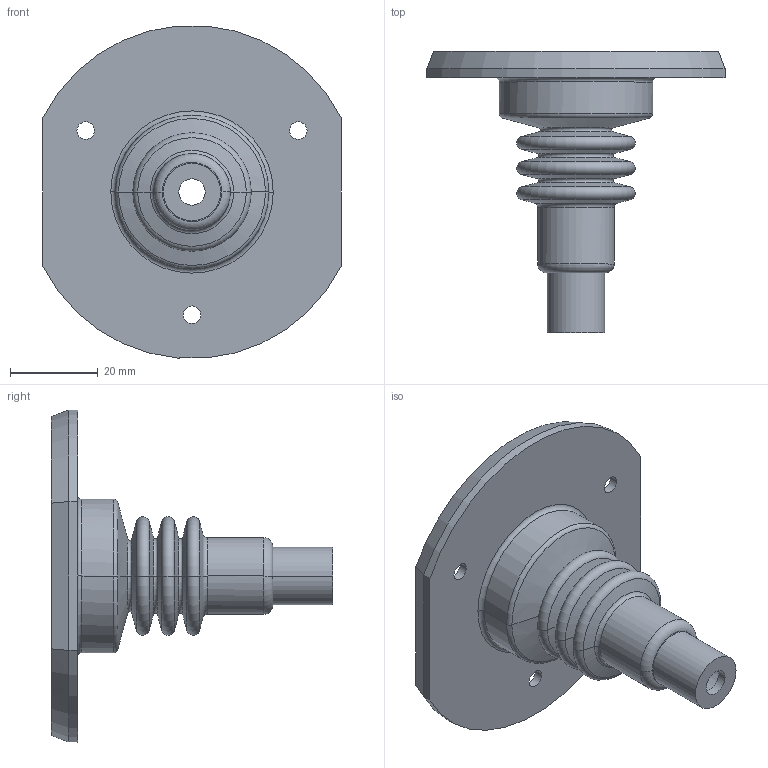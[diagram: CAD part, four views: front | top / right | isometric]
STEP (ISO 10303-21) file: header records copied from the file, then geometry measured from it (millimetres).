
FILE_DESCRIPTION((''),'2;1');
FILE_NAME('PRT0001','2020-04-08T15:09:16',('temk'),(''),'CREO PARAMETRIC BY PTC INC, 2017380','CREO PARAMETRIC BY PTC INC, 2017380','');
FILE_SCHEMA(('CONFIG_CONTROL_DESIGN'));
Length unit declared in the file: millimetre
Products named in the file (1): PRT0001
Bounding box: 68 x 64.19 x 75.72 mm (x, y, z)
Volume: 16407.7 mm3; surface area: 20543.5 mm2
Topology: 1 solids, 1 shells, 144 faces, 344 edges, 206 vertices
Faces by surface type: cone 66, torus 40, cylinder 26, plane 12
Entity records: 4299 total; most frequent: DIRECTION 856, CARTESIAN_POINT 735, ORIENTED_EDGE 688, AXIS2_PLACEMENT_3D 376, EDGE_CURVE 344, CIRCLE 232, VERTEX_POINT 206, EDGE_LOOP 156
